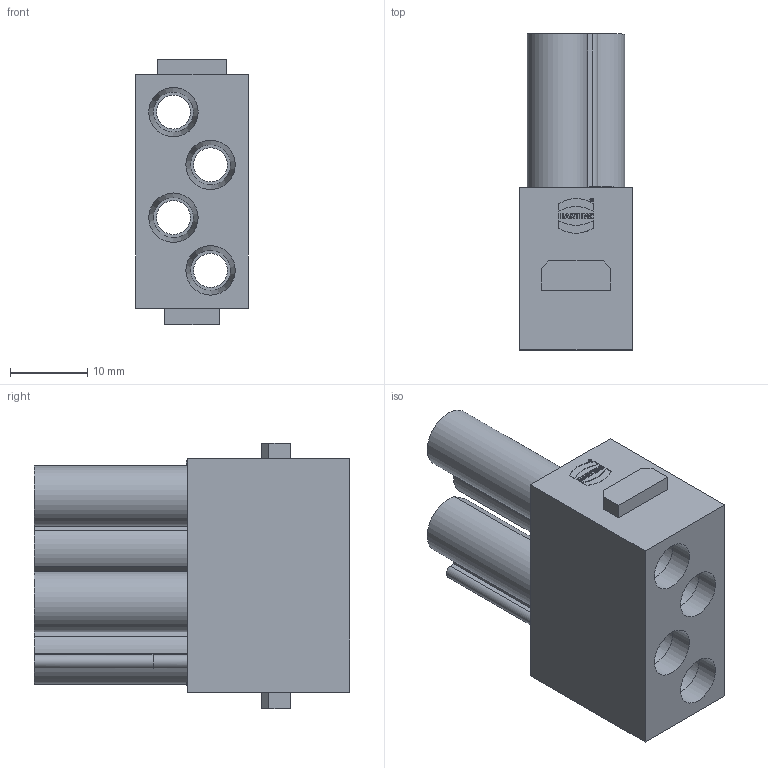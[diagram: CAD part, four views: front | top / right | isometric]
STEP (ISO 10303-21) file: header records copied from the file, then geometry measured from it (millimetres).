
FILE_DESCRIPTION(/* description */ (''),/* implementation_level */ '2;1');
FILE_NAME(/* name */ '100095349ugm000_b.stp',/* time_stamp */ '2017-10-30T15:20:55+01:00',/* author */ (''),/* organization */ (''),/* preprocessor_version */ 'ST-DEVELOPER v16',/* originating_system */ 'SIEMENS PLM Software NX 10.0',/* authorisation */ '');
FILE_SCHEMA (('AUTOMOTIVE_DESIGN { 1 0 10303 214 3 1 1 1 }'));
Length unit declared in the file: millimetre
Products named in the file (1): 100095349ugm000_b
Bounding box: 14.6 x 40.9 x 34.4 mm (x, y, z)
Volume: 8378 mm3; surface area: 7981.3 mm2
Topology: 1 solids, 1 shells, 346 faces, 925 edges, 621 vertices
Faces by surface type: plane 308, cylinder 29, bspline 5, cone 4
Full cylindrical faces by diameter (mm): 0.339 x1, 0.444 x1, 4.4 x4, 6.3 x8, 6.4 x4
Entity records: 12317 total; most frequent: CARTESIAN_POINT 1956, ORIENTED_EDGE 1806, DIRECTION 1637, EDGE_CURVE 903, LINE 827, VECTOR 827, VERTEX_POINT 616, EDGE_LOOP 411
